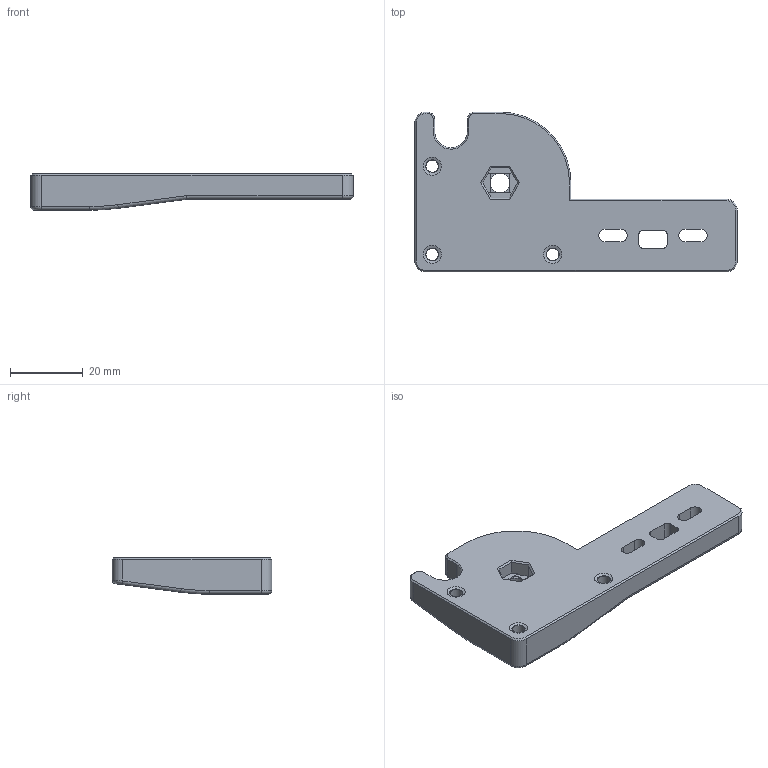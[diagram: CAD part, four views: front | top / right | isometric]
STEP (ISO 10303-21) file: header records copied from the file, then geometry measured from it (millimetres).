
FILE_DESCRIPTION(/* description */ (''),/* implementation_level */ '2;1');
FILE_NAME(/* name */ 'V2.4r2 a Base Plate.step',/* time_stamp */ '2022-04-26T10:47:17+02:00',/* author */ (''),/* organization */ (''),/* preprocessor_version */ 'ST-DEVELOPER v18.1',/* originating_system */ 'Autodesk Translation Framework v10.14.0.1471',/* authorisation */ '');
FILE_SCHEMA (('AUTOMOTIVE_DESIGN { 1 0 10303 214 3 1 1 }'));
Length unit declared in the file: millimetre
Products named in the file (3): v2.4_z_drive_motor_tensioner_mod; Component105; Component105(Mirror)
Assembly tree (2 placements, depth 2):
  v2.4_z_drive_motor_tensioner_mod
    Component105
    Component105(Mirror)
Bounding box: 88.8 x 44 x 10 mm (x, y, z)
Volume: 17804.7 mm3; surface area: 8048.2 mm2
Topology: 1 solids, 1 shells, 134 faces, 328 edges, 200 vertices
Faces by surface type: plane 64, cylinder 43, cone 14, torus 7, bspline 6
Full cylindrical faces by diameter (mm): 3.4 x3, 5.4 x1, 6 x3
Entity records: 4348 total; most frequent: CARTESIAN_POINT 952, DIRECTION 699, ORIENTED_EDGE 656, EDGE_CURVE 328, AXIS2_PLACEMENT_3D 248, LINE 203, VECTOR 203, VERTEX_POINT 200
